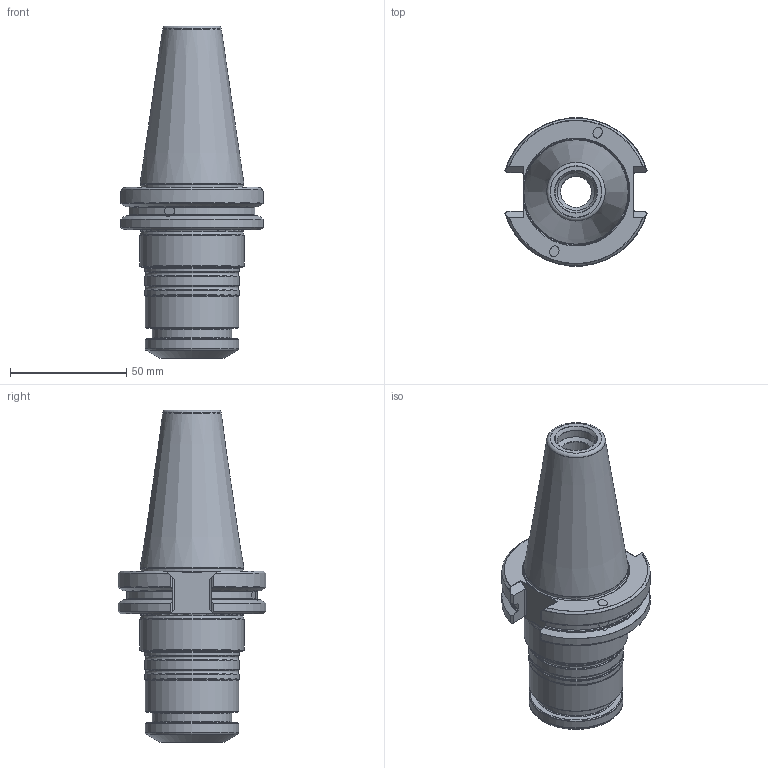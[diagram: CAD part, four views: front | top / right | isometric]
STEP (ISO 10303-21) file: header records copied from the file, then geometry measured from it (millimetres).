
FILE_DESCRIPTION(/* description */ (''),/* implementation_level */ '2;1');
FILE_NAME(/* name */ '434072546.stp',/* time_stamp */ '2021-01-12T12:05:21',/* author */ ('LRA'),/* organization */ ('REGO-FIX'),/* preprocessor_version */ ' Unknown',/* originating_system */ 'SIEMENS PLM Software Solid Edge ST10',/* authorization */ 'Unknown');
FILE_SCHEMA (('AUTOMOTIVE_DESIGN { 1 0 10303 214 2 1 1}'));
Length unit declared in the file: millimetre
Products named in the file (1): NOCUT
Bounding box: 61.04 x 63.58 x 142.65 mm (x, y, z)
Volume: 293659.2 mm3; surface area: 65243.4 mm2
Topology: 2 solids, 2 shells, 234 faces, 612 edges, 388 vertices
Faces by surface type: plane 76, cylinder 62, cone 62, torus 34
Full cylindrical faces by diameter (mm): 3.242 x6, 3.9 x2, 12 x2, 13.375 x2, 13.376 x4, 16.2 x1, 16.5 x1, 25 x2, 34 x2, 40 x2, 40.3 x2, 40.5 x3, 40.8 x3, 43.85 x2, 44.45 x1, 44.75 x1
Entity records: 8292 total; most frequent: CARTESIAN_POINT 1522, DIRECTION 1048, ORIENTED_EDGE 950, EDGE_CURVE 475, AXIS2_PLACEMENT_3D 445, FACE_BOUND 360, VERTEX_POINT 359, EDGE_LOOP 356
